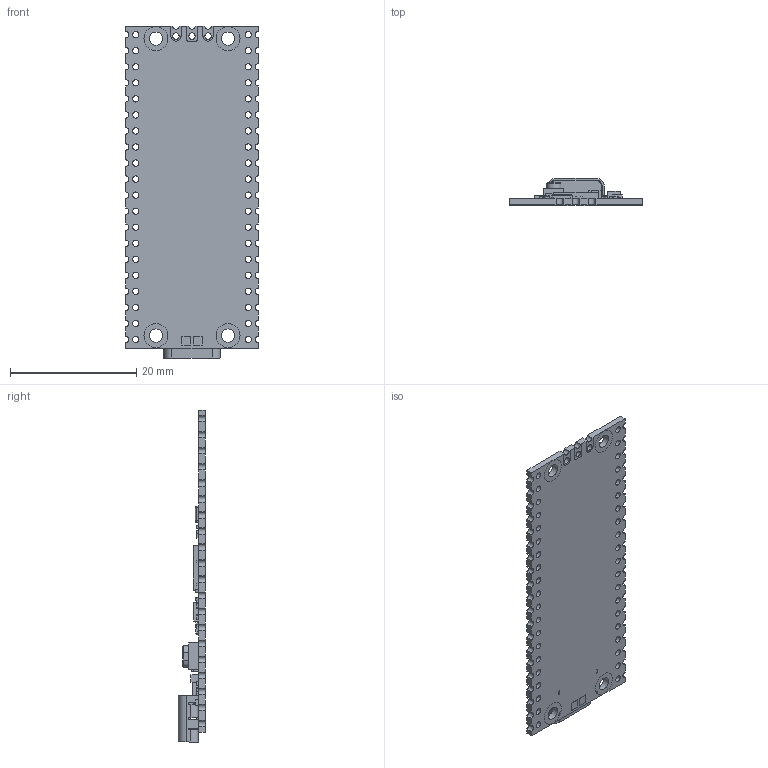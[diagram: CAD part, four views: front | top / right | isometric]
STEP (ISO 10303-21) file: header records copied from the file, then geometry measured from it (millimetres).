
FILE_DESCRIPTION(/* description */ ('STEP AP214'),/* implementation_level */ '2;1');
FILE_NAME(/* name */ 'Raspberry Pi Pico.step',/* time_stamp */ '2025-07-03T22:09:10+02:00',/* author */ (''),/* organization */ (''),/* preprocessor_version */ 'ST-DEVELOPER v20.1',/* originating_system */ 'Autodesk Translation Framework v14.10.0.0',/* authorisation */ '');
FILE_SCHEMA (('AUTOMOTIVE_DESIGN { 1 0 10303 214 3 1 1 }'));
Length unit declared in the file: millimetre
Products named in the file (45): Raspberry Pi Pico-R3; PCB, Raspberry Pi Pico-R3; RP2040 Microcontroller, Raspberry Pi Pico-R3; SW1, Tact Switch, Raspberry Pi Pico-R3; D1, Diode, Schottky, Raspberry Pi Pico-R3; D2, QSME-C194, LED, Raspberry Pi Pico-R3; L1, Inductor, Raspberry Pi Pico-R3; U2, RT6150B-33GQW, Buck Boost Converter, Raspberry Pi Pico-R3; U3, W25Q16JVUXIQ, Serial NOR Flash 16 Mbit, Raspberry Pi Pico-R3; Q1, MOSFET, DMG1012T, Raspberry Pi Pico-R3; X1, X12M000000S096, 12 Mhz Crystal Resonator, Raspberry Pi Pico-R3; SMD Resistor, Configurable, Raspberry Pi Pico-R3_R1; SMD Resistor, Configurable, Raspberry Pi Pico-R3_R2; SMD Resistor, Configurable, Raspberry Pi Pico-R3_R3; SMD Resistor, Configurable, Raspberry Pi Pico-R3_R4; SMD Resistor, Configurable, Raspberry Pi Pico-R3_R5; SMD Resistor, Configurable, Raspberry Pi Pico-R3_R6; SMD Resistor, Configurable, Raspberry Pi Pico-R3_R7; SMD Resistor, Configurable, Raspberry Pi Pico-R3_R8; SMD Resistor, Configurable, Raspberry Pi Pico-R3_R9; SMD Resistor, Configurable, Raspberry Pi Pico-R3_R10; SMD Resistor, Configurable, Raspberry Pi Pico-R3_R11; SMD Resistor, Configurable, Raspberry Pi Pico-R3_R12; SMD Resistor, Configurable, Raspberry Pi Pico-R3_R13; SMD Resistor, Configurable, Raspberry Pi Pico-R3_R14; SMD Resistor, Configurable, Raspberry Pi Pico-R3_R15; SMD Capacitor, Configurable, Raspberry Pi Pico-R3_C1; SMD Capacitor, Configurable, Raspberry Pi Pico-R3_C2; SMD Capacitor, Configurable, Raspberry Pi Pico-R3_C3; SMD Capacitor, Configurable, Raspberry Pi Pico-R3_C4; SMD Capacitor, Configurable, Raspberry Pi Pico-R3_C5; SMD Capacitor, Configurable, Raspberry Pi Pico-R3_C6; SMD Capacitor, Configurable, Raspberry Pi Pico-R3_C7; SMD Capacitor, Configurable, Raspberry Pi Pico-R3_C8; SMD Capacitor, Configurable, Raspberry Pi Pico-R3_C9; SMD Capacitor, Configurable, Raspberry Pi Pico-R3_C10; SMD Capacitor, Configurable, Raspberry Pi Pico-R3_C11; SMD Capacitor, Configurable, Raspberry Pi Pico-R3_C12; SMD Capacitor, Configurable, Raspberry Pi Pico-R3_C13; SMD Capacitor, Configurable, Raspberry Pi Pico-R3_C14 ...
Assembly tree (44 placements, depth 2):
  Raspberry Pi Pico-R3
    PCB, Raspberry Pi Pico-R3
    RP2040 Microcontroller, Raspberry Pi Pico-R3
    SW1, Tact Switch, Raspberry Pi Pico-R3
    D1, Diode, Schottky, Raspberry Pi Pico-R3
    D2, QSME-C194, LED, Raspberry Pi Pico-R3
    L1, Inductor, Raspberry Pi Pico-R3
    U2, RT6150B-33GQW, Buck Boost Converter, Raspberry Pi Pico-R3
    U3, W25Q16JVUXIQ, Serial NOR Flash 16 Mbit, Raspberry Pi Pico-R3
    Q1, MOSFET, DMG1012T, Raspberry Pi Pico-R3
    X1, X12M000000S096, 12 Mhz Crystal Resonator, Raspberry Pi Pico-R3
    SMD Resistor, Configurable, Raspberry Pi Pico-R3_R1
    SMD Resistor, Configurable, Raspberry Pi Pico-R3_R2
    SMD Resistor, Configurable, Raspberry Pi Pico-R3_R3
    SMD Resistor, Configurable, Raspberry Pi Pico-R3_R4
    SMD Resistor, Configurable, Raspberry Pi Pico-R3_R5
    SMD Resistor, Configurable, Raspberry Pi Pico-R3_R6
    SMD Resistor, Configurable, Raspberry Pi Pico-R3_R7
    SMD Resistor, Configurable, Raspberry Pi Pico-R3_R8
    SMD Resistor, Configurable, Raspberry Pi Pico-R3_R9
    SMD Resistor, Configurable, Raspberry Pi Pico-R3_R10
    SMD Resistor, Configurable, Raspberry Pi Pico-R3_R11
    SMD Resistor, Configurable, Raspberry Pi Pico-R3_R12
    SMD Resistor, Configurable, Raspberry Pi Pico-R3_R13
    SMD Resistor, Configurable, Raspberry Pi Pico-R3_R14
    SMD Resistor, Configurable, Raspberry Pi Pico-R3_R15
    SMD Capacitor, Configurable, Raspberry Pi Pico-R3_C1
    SMD Capacitor, Configurable, Raspberry Pi Pico-R3_C2
    SMD Capacitor, Configurable, Raspberry Pi Pico-R3_C3
    SMD Capacitor, Configurable, Raspberry Pi Pico-R3_C4
    SMD Capacitor, Configurable, Raspberry Pi Pico-R3_C5
    SMD Capacitor, Configurable, Raspberry Pi Pico-R3_C6
    SMD Capacitor, Configurable, Raspberry Pi Pico-R3_C7
    SMD Capacitor, Configurable, Raspberry Pi Pico-R3_C8
    SMD Capacitor, Configurable, Raspberry Pi Pico-R3_C9
    SMD Capacitor, Configurable, Raspberry Pi Pico-R3_C10
    SMD Capacitor, Configurable, Raspberry Pi Pico-R3_C11
    SMD Capacitor, Configurable, Raspberry Pi Pico-R3_C12
    SMD Capacitor, Configurable, Raspberry Pi Pico-R3_C13
    SMD Capacitor, Configurable, Raspberry Pi Pico-R3_C14
    SMD Capacitor, Configurable, Raspberry Pi Pico-R3_C15
    SMD Capacitor, Configurable, Raspberry Pi Pico-R3_C16
    SMD Capacitor, Configurable, Raspberry Pi Pico-R3_C17
    SMD Capacitor, Configurable, Raspberry Pi Pico-R3_C18
    USB Type C Port (SMD Type)
Bounding box: 21 x 4.35 x 52.55 mm (x, y, z)
Volume: 1230.6 mm3; surface area: 3320.4 mm2
Topology: 135 solids, 135 shells, 1444 faces, 3430 edges, 2248 vertices
Faces by surface type: plane 1155, cylinder 257, torus 14, sphere 10, cone 6, bspline 2
Full cylindrical faces by diameter (mm): 0.5 x2, 1 x43, 2.1 x4, 3.8 x8
Entity records: 43501 total; most frequent: CARTESIAN_POINT 7332, DIRECTION 7012, ORIENTED_EDGE 6836, EDGE_CURVE 3418, LINE 2878, VECTOR 2878, VERTEX_POINT 2248, AXIS2_PLACEMENT_3D 2067
